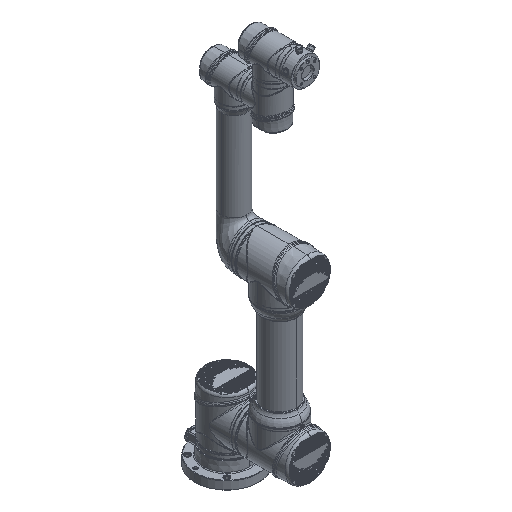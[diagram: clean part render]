
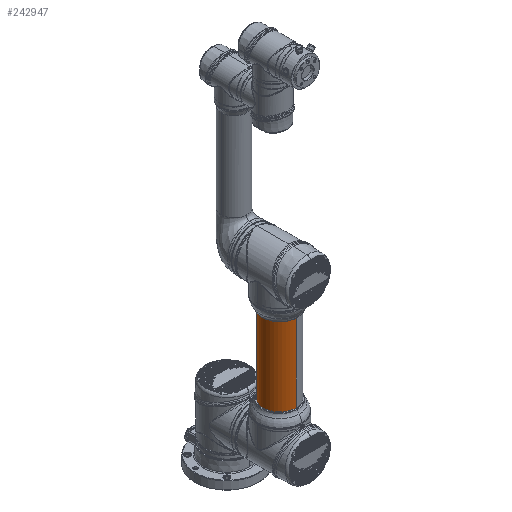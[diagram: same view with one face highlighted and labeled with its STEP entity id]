
A CAD part, isometric view. The second image highlights one B-rep face of the part: STEP entity #242947.
In plain terms, the highlighted cylindrical face has radius 43.5 mm (diameter 87 mm), a partial arc.
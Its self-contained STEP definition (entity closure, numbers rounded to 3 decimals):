
#11800 = CARTESIAN_POINT ( 'NONE',  ( 43.5, 99., 0. ) ) ;
#13693 = DIRECTION ( 'NONE',  ( 0., 1., 0. ) ) ;
#29629 = CARTESIAN_POINT ( 'NONE',  ( 43.5, 309., 0. ) ) ;
#37638 = VECTOR ( 'NONE', #246261, 1000. ) ;
#53622 = EDGE_CURVE ( 'NONE', #98797, #196363, #66796, .T. ) ;
#62350 = DIRECTION ( 'NONE',  ( -1., 0., 0. ) ) ;
#63626 = CARTESIAN_POINT ( 'NONE',  ( 0., 99., 0. ) ) ;
#66796 = LINE ( 'NONE', #235464, #76670 ) ;
#76670 = VECTOR ( 'NONE', #216619, 1000. ) ;
#78265 = CARTESIAN_POINT ( 'NONE',  ( -43.5, 99., 0. ) ) ;
#82428 = DIRECTION ( 'NONE',  ( 0., -1., 0. ) ) ;
#83640 = EDGE_CURVE ( 'NONE', #196363, #210698, #164283, .T. ) ;
#91549 = LINE ( 'NONE', #92798, #37638 ) ;
#92798 = CARTESIAN_POINT ( 'NONE',  ( -43.5, 204., 0. ) ) ;
#95506 = VERTEX_POINT ( 'NONE', #244120 ) ;
#98797 = VERTEX_POINT ( 'NONE', #29629 ) ;
#111730 = CARTESIAN_POINT ( 'NONE',  ( 0., 309., 0. ) ) ;
#120266 = DIRECTION ( 'NONE',  ( 1., 0., 0. ) ) ;
#147098 = EDGE_LOOP ( 'NONE', ( #239146, #218778, #226507, #226473 ) ) ;
#152017 = DIRECTION ( 'NONE',  ( 1., 0., 0. ) ) ;
#156787 = DIRECTION ( 'NONE',  ( 0., 1., 0. ) ) ;
#164283 = CIRCLE ( 'NONE', #244738, 43.5 ) ;
#171322 = EDGE_CURVE ( 'NONE', #98797, #95506, #187646, .T. ) ;
#179494 = AXIS2_PLACEMENT_3D ( 'NONE', #111730, #13693, #152017 ) ;
#187646 = CIRCLE ( 'NONE', #179494, 43.5 ) ;
#195723 = CARTESIAN_POINT ( 'NONE',  ( 0., 204., 0. ) ) ;
#196363 = VERTEX_POINT ( 'NONE', #11800 ) ;
#210698 = VERTEX_POINT ( 'NONE', #78265 ) ;
#210975 = FACE_OUTER_BOUND ( 'NONE', #147098, .T. ) ;
#216619 = DIRECTION ( 'NONE',  ( 0., -1., 0. ) ) ;
#218778 = ORIENTED_EDGE ( 'NONE', *, *, #53622, .T. ) ;
#222815 = AXIS2_PLACEMENT_3D ( 'NONE', #195723, #82428, #62350 ) ;
#226473 = ORIENTED_EDGE ( 'NONE', *, *, #226639, .F. ) ;
#226507 = ORIENTED_EDGE ( 'NONE', *, *, #83640, .T. ) ;
#226639 = EDGE_CURVE ( 'NONE', #95506, #210698, #91549, .T. ) ;
#232236 = CYLINDRICAL_SURFACE ( 'NONE', #222815, 43.5 ) ;
#235464 = CARTESIAN_POINT ( 'NONE',  ( 43.5, 204., 0. ) ) ;
#239146 = ORIENTED_EDGE ( 'NONE', *, *, #171322, .F. ) ;
#242947 = ADVANCED_FACE ( 'NONE', ( #210975 ), #232236, .T. ) ;
#244120 = CARTESIAN_POINT ( 'NONE',  ( -43.5, 309., 0. ) ) ;
#244738 = AXIS2_PLACEMENT_3D ( 'NONE', #63626, #156787, #120266 ) ;
#246261 = DIRECTION ( 'NONE',  ( 0., -1., 0. ) ) ;
